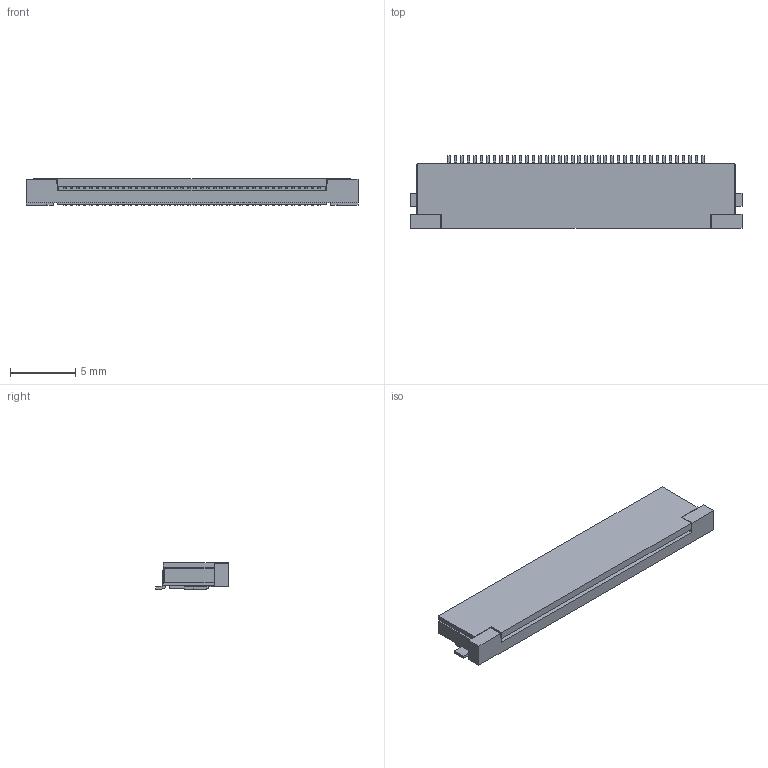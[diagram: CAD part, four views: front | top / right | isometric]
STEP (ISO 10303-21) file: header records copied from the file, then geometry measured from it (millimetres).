
FILE_DESCRIPTION (( 'STEP AP214' ), '1' );
FILE_NAME ('FPC-SMD_40P-P0.50_AMPHENOL_62684-402100ALF.STEP', '2023-07-16T02:41:40', ( '' ), ( '' ), 'SwSTEP 2.0', 'SolidWorks 2020', '' );
FILE_SCHEMA (( 'AUTOMOTIVE_DESIGN' ));
Length unit declared in the file: millimetre
Products named in the file (1): FPC-SMD_40P-P0.50_AMPHENOL_62684-402100ALF
Bounding box: 25.5 x 5.6 x 2.05 mm (x, y, z)
Volume: 205.7 mm3; surface area: 743.3 mm2
Topology: 14 solids, 15 shells, 1073 faces, 3119 edges, 2078 vertices
Faces by surface type: plane 895, bspline 98, cylinder 80
Entity records: 47515 total; most frequent: CARTESIAN_POINT 7955, ORIENTED_EDGE 6238, DIRECTION 4905, EDGE_CURVE 3119, VECTOR 2633, LINE 2633, VERTEX_POINT 2078, AXIS2_PLACEMENT_3D 1136
